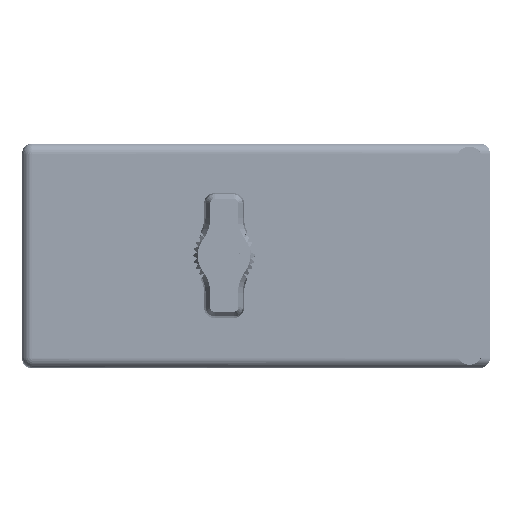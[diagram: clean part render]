
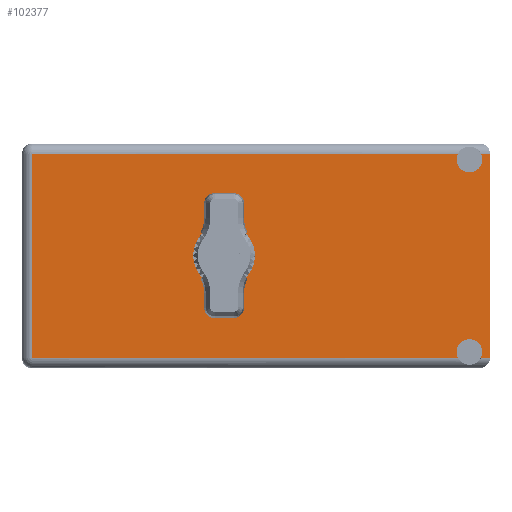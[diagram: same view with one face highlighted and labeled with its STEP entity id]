
A CAD part, top view. The second image highlights one B-rep face of the part: STEP entity #102377.
In plain terms, the highlighted face is planar.
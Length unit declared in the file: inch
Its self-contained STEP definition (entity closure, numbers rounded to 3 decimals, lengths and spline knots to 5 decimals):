
#144 = CIRCLE ( 'NONE', #9811, 0.17 ) ;
#895 = DIRECTION ( 'NONE',  ( 0., 0., 1. ) ) ;
#1786 = ORIENTED_EDGE ( 'NONE', *, *, #32170, .F. ) ;
#2773 = CARTESIAN_POINT ( 'NONE',  ( 0., 1.93, -0.17 ) ) ;
#3777 = CARTESIAN_POINT ( 'NONE',  ( 1.6725, 1.93, -0.5685 ) ) ;
#3790 = DIRECTION ( 'NONE',  ( 0., 0., 1. ) ) ;
#4667 = DIRECTION ( 'NONE',  ( 0., 1., 0. ) ) ;
#6648 = EDGE_CURVE ( 'NONE', #15028, #33769, #75022, .T. ) ;
#8288 = DIRECTION ( 'NONE',  ( -1., 0., 0. ) ) ;
#8509 = CARTESIAN_POINT ( 'NONE',  ( 1.59417, 1.93, -0.695 ) ) ;
#9549 = VERTEX_POINT ( 'NONE', #65075 ) ;
#9811 = AXIS2_PLACEMENT_3D ( 'NONE', #48913, #4667, #21429 ) ;
#10733 = LINE ( 'NONE', #17151, #95113 ) ;
#10857 = DIRECTION ( 'NONE',  ( 0., 1., 0. ) ) ;
#13249 = LINE ( 'NONE', #21408, #24726 ) ;
#13878 = FACE_OUTER_BOUND ( 'NONE', #81584, .T. ) ;
#15028 = VERTEX_POINT ( 'NONE', #55944 ) ;
#15616 = VERTEX_POINT ( 'NONE', #3777 ) ;
#17151 = CARTESIAN_POINT ( 'NONE',  ( -1.3775, 1.93, -0.695 ) ) ;
#19831 = VECTOR ( 'NONE', #3790, 39.37008 ) ;
#19917 = CIRCLE ( 'NONE', #71100, 0.0875 ) ;
#20313 = CARTESIAN_POINT ( 'NONE',  ( 1.8125, 1.93, 0.695 ) ) ;
#21408 = CARTESIAN_POINT ( 'NONE',  ( 1.8125, 1.93, 0.765 ) ) ;
#21429 = DIRECTION ( 'NONE',  ( 0., 0., 1. ) ) ;
#21605 = CARTESIAN_POINT ( 'NONE',  ( -1.3775, 1.93, -0.765 ) ) ;
#21660 = VERTEX_POINT ( 'NONE', #8509 ) ;
#23133 = CIRCLE ( 'NONE', #80373, 0.0875 ) ;
#24006 = ORIENTED_EDGE ( 'NONE', *, *, #80176, .F. ) ;
#24452 = ORIENTED_EDGE ( 'NONE', *, *, #33497, .T. ) ;
#24726 = VECTOR ( 'NONE', #53912, 39.37008 ) ;
#24989 = EDGE_LOOP ( 'NONE', ( #50358, #31413 ) ) ;
#25803 = DIRECTION ( 'NONE',  ( 0., 0., 1. ) ) ;
#27676 = DIRECTION ( 'NONE',  ( -1., 0., 0. ) ) ;
#27706 = VERTEX_POINT ( 'NONE', #73949 ) ;
#30260 = PLANE ( 'NONE',  #41078 ) ;
#31413 = ORIENTED_EDGE ( 'NONE', *, *, #57222, .F. ) ;
#32170 = EDGE_CURVE ( 'NONE', #87457, #86667, #96058, .T. ) ;
#32700 = CIRCLE ( 'NONE', #37440, 0.17 ) ;
#33497 = EDGE_CURVE ( 'NONE', #75826, #68152, #88197, .T. ) ;
#33710 = AXIS2_PLACEMENT_3D ( 'NONE', #104193, #88943, #88592 ) ;
#33769 = VERTEX_POINT ( 'NONE', #78033 ) ;
#34025 = ORIENTED_EDGE ( 'NONE', *, *, #84888, .T. ) ;
#37440 = AXIS2_PLACEMENT_3D ( 'NONE', #97948, #49074, #90514 ) ;
#40594 = ORIENTED_EDGE ( 'NONE', *, *, #88888, .T. ) ;
#41078 = AXIS2_PLACEMENT_3D ( 'NONE', #21605, #46912, #95510 ) ;
#41759 = CARTESIAN_POINT ( 'NONE',  ( 1.6725, 1.93, -0.656 ) ) ;
#41955 = VECTOR ( 'NONE', #101666, 39.37008 ) ;
#42875 = ORIENTED_EDGE ( 'NONE', *, *, #6648, .T. ) ;
#44419 = VECTOR ( 'NONE', #27676, 39.37008 ) ;
#45720 = ORIENTED_EDGE ( 'NONE', *, *, #94441, .F. ) ;
#46912 = DIRECTION ( 'NONE',  ( 0., 1., 0. ) ) ;
#48144 = EDGE_CURVE ( 'NONE', #9549, #91689, #32700, .T. ) ;
#48913 = CARTESIAN_POINT ( 'NONE',  ( 0., 1.93, 0. ) ) ;
#49074 = DIRECTION ( 'NONE',  ( 0., 1., 0. ) ) ;
#50358 = ORIENTED_EDGE ( 'NONE', *, *, #48144, .F. ) ;
#50792 = AXIS2_PLACEMENT_3D ( 'NONE', #90493, #74831, #895 ) ;
#51064 = CARTESIAN_POINT ( 'NONE',  ( 1.6725, 1.93, 0.5685 ) ) ;
#51864 = CARTESIAN_POINT ( 'NONE',  ( 1.8125, 1.93, 0.695 ) ) ;
#53912 = DIRECTION ( 'NONE',  ( 0., 0., 1. ) ) ;
#54790 = FACE_BOUND ( 'NONE', #24989, .T. ) ;
#55944 = CARTESIAN_POINT ( 'NONE',  ( -1.3075, 1.93, -0.695 ) ) ;
#57222 = EDGE_CURVE ( 'NONE', #91689, #9549, #144, .T. ) ;
#62461 = LINE ( 'NONE', #20313, #41955 ) ;
#63293 = ORIENTED_EDGE ( 'NONE', *, *, #92726, .T. ) ;
#63415 = CARTESIAN_POINT ( 'NONE',  ( 1.59417, 1.93, 0.695 ) ) ;
#63992 = EDGE_CURVE ( 'NONE', #27706, #68152, #13249, .T. ) ;
#65075 = CARTESIAN_POINT ( 'NONE',  ( 0., 1.93, 0.17 ) ) ;
#65645 = EDGE_CURVE ( 'NONE', #15616, #87446, #23133, .T. ) ;
#66419 = CARTESIAN_POINT ( 'NONE',  ( 1.75083, 1.93, -0.695 ) ) ;
#66472 = ORIENTED_EDGE ( 'NONE', *, *, #63992, .F. ) ;
#68039 = DIRECTION ( 'NONE',  ( 0., 0., 1. ) ) ;
#68079 = CARTESIAN_POINT ( 'NONE',  ( -1.3075, 1.93, -0.765 ) ) ;
#68152 = VERTEX_POINT ( 'NONE', #51864 ) ;
#70229 = VECTOR ( 'NONE', #71617, 39.37008 ) ;
#70932 = CARTESIAN_POINT ( 'NONE',  ( 1.6725, 1.93, -0.656 ) ) ;
#70960 = CIRCLE ( 'NONE', #50792, 0.0875 ) ;
#71100 = AXIS2_PLACEMENT_3D ( 'NONE', #41759, #74733, #25803 ) ;
#71617 = DIRECTION ( 'NONE',  ( 1., 0., 0. ) ) ;
#73949 = CARTESIAN_POINT ( 'NONE',  ( 1.8125, 1.93, -0.695 ) ) ;
#74627 = ORIENTED_EDGE ( 'NONE', *, *, #65645, .F. ) ;
#74733 = DIRECTION ( 'NONE',  ( 0., 1., 0. ) ) ;
#74831 = DIRECTION ( 'NONE',  ( 0., 1., 0. ) ) ;
#75022 = LINE ( 'NONE', #68079, #19831 ) ;
#75826 = VERTEX_POINT ( 'NONE', #95142 ) ;
#77970 = CARTESIAN_POINT ( 'NONE',  ( -1.3775, 1.93, -0.695 ) ) ;
#78033 = CARTESIAN_POINT ( 'NONE',  ( -1.3075, 1.93, 0.695 ) ) ;
#79095 = LINE ( 'NONE', #77970, #44419 ) ;
#80176 = EDGE_CURVE ( 'NONE', #21660, #15616, #19917, .T. ) ;
#80373 = AXIS2_PLACEMENT_3D ( 'NONE', #70932, #10857, #68039 ) ;
#81584 = EDGE_LOOP ( 'NONE', ( #40594, #1786, #45720, #24452, #66472, #63293, #74627, #24006, #34025, #42875 ) ) ;
#84888 = EDGE_CURVE ( 'NONE', #21660, #15028, #10733, .T. ) ;
#86667 = VERTEX_POINT ( 'NONE', #63415 ) ;
#87446 = VERTEX_POINT ( 'NONE', #66419 ) ;
#87457 = VERTEX_POINT ( 'NONE', #51064 ) ;
#88197 = LINE ( 'NONE', #97641, #70229 ) ;
#88592 = DIRECTION ( 'NONE',  ( 0., 0., 1. ) ) ;
#88888 = EDGE_CURVE ( 'NONE', #33769, #86667, #62461, .T. ) ;
#88943 = DIRECTION ( 'NONE',  ( 0., 1., 0. ) ) ;
#90493 = CARTESIAN_POINT ( 'NONE',  ( 1.6725, 1.93, 0.656 ) ) ;
#90514 = DIRECTION ( 'NONE',  ( 0., 0., 1. ) ) ;
#91689 = VERTEX_POINT ( 'NONE', #2773 ) ;
#92726 = EDGE_CURVE ( 'NONE', #27706, #87446, #79095, .T. ) ;
#94441 = EDGE_CURVE ( 'NONE', #75826, #87457, #70960, .T. ) ;
#95113 = VECTOR ( 'NONE', #8288, 39.37008 ) ;
#95142 = CARTESIAN_POINT ( 'NONE',  ( 1.75083, 1.93, 0.695 ) ) ;
#95510 = DIRECTION ( 'NONE',  ( -1., 0., 0. ) ) ;
#96058 = CIRCLE ( 'NONE', #33710, 0.0875 ) ;
#97641 = CARTESIAN_POINT ( 'NONE',  ( 1.8125, 1.93, 0.695 ) ) ;
#97948 = CARTESIAN_POINT ( 'NONE',  ( 0., 1.93, 0. ) ) ;
#101666 = DIRECTION ( 'NONE',  ( 1., 0., 0. ) ) ;
#102377 = ADVANCED_FACE ( 'NONE', ( #54790, #13878 ), #30260, .T. ) ;
#104193 = CARTESIAN_POINT ( 'NONE',  ( 1.6725, 1.93, 0.656 ) ) ;
